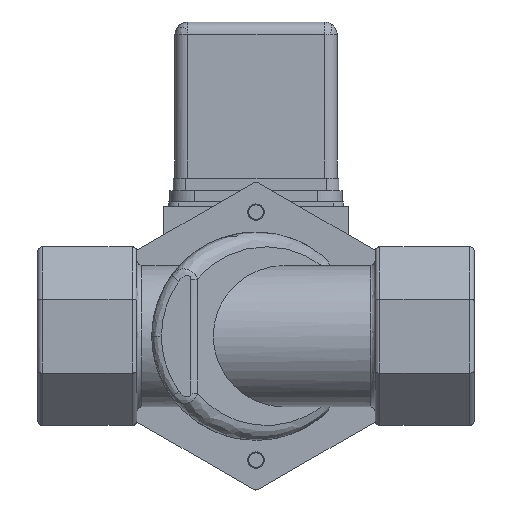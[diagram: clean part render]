
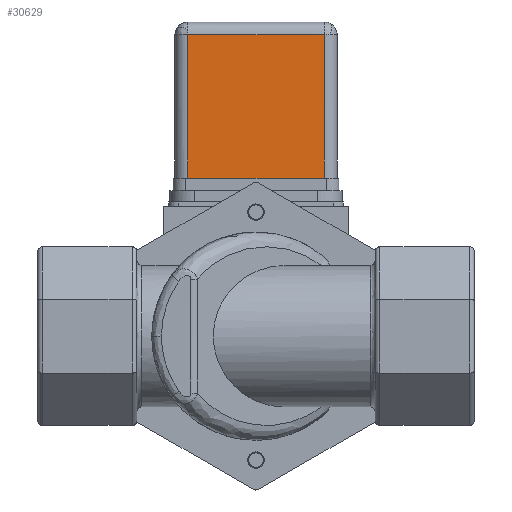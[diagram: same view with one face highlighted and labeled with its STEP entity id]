
A CAD part, front view. The second image highlights one B-rep face of the part: STEP entity #30629.
In plain terms, the highlighted planar face has unit normal (0, -1, 0).
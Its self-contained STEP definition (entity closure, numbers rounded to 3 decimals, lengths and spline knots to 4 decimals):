
#830 = EDGE_LOOP ( 'NONE', ( #71259, #10347, #34250, #92339 ) ) ;
#3238 = EDGE_CURVE ( 'NONE', #90780, #89909, #9629, .T. ) ;
#3301 = CARTESIAN_POINT ( 'NONE',  ( -0.431, 1.6471, 0.996 ) ) ;
#4149 = DIRECTION ( 'NONE',  ( 0., 0., -1. ) ) ;
#8507 = CARTESIAN_POINT ( 'NONE',  ( -0.431, 1.6471, 1.899 ) ) ;
#9149 = CARTESIAN_POINT ( 'NONE',  ( 0.431, 1.6471, 1.899 ) ) ;
#9629 = LINE ( 'NONE', #19148, #52628 ) ;
#10130 = DIRECTION ( 'NONE',  ( 1., 0., 0. ) ) ;
#10314 = CARTESIAN_POINT ( 'NONE',  ( 0.431, 1.6471, 0.996 ) ) ;
#10347 = ORIENTED_EDGE ( 'NONE', *, *, #30294, .T. ) ;
#19148 = CARTESIAN_POINT ( 'NONE',  ( 0., 1.6471, 0.996 ) ) ;
#21290 = CARTESIAN_POINT ( 'NONE',  ( -0.511, 1.6471, 1.899 ) ) ;
#22527 = EDGE_CURVE ( 'NONE', #89285, #89909, #81861, .T. ) ;
#27614 = DIRECTION ( 'NONE',  ( 0., -1., 0. ) ) ;
#30294 = EDGE_CURVE ( 'NONE', #89285, #68784, #42838, .T. ) ;
#30629 = ADVANCED_FACE ( 'NONE', ( #50690 ), #96864, .T. ) ;
#31015 = VECTOR ( 'NONE', #49997, 39.3701 ) ;
#34250 = ORIENTED_EDGE ( 'NONE', *, *, #87398, .T. ) ;
#35453 = VECTOR ( 'NONE', #96069, 39.3701 ) ;
#36127 = CARTESIAN_POINT ( 'NONE',  ( -0.511, 1.6471, 0.996 ) ) ;
#42838 = LINE ( 'NONE', #21290, #35453 ) ;
#48999 = LINE ( 'NONE', #97152, #31015 ) ;
#49997 = DIRECTION ( 'NONE',  ( 0., 0., -1. ) ) ;
#50690 = FACE_OUTER_BOUND ( 'NONE', #830, .T. ) ;
#52628 = VECTOR ( 'NONE', #10130, 39.3701 ) ;
#58230 = DIRECTION ( 'NONE',  ( 1., 0., 0. ) ) ;
#58415 = VECTOR ( 'NONE', #4149, 39.3701 ) ;
#68784 = VERTEX_POINT ( 'NONE', #8507 ) ;
#71259 = ORIENTED_EDGE ( 'NONE', *, *, #22527, .F. ) ;
#81861 = LINE ( 'NONE', #95951, #58415 ) ;
#87398 = EDGE_CURVE ( 'NONE', #68784, #90780, #48999, .T. ) ;
#89285 = VERTEX_POINT ( 'NONE', #9149 ) ;
#89909 = VERTEX_POINT ( 'NONE', #10314 ) ;
#90780 = VERTEX_POINT ( 'NONE', #3301 ) ;
#92339 = ORIENTED_EDGE ( 'NONE', *, *, #3238, .T. ) ;
#95951 = CARTESIAN_POINT ( 'NONE',  ( 0.431, 1.6471, 0.996 ) ) ;
#96069 = DIRECTION ( 'NONE',  ( -1., 0., 0. ) ) ;
#96356 = AXIS2_PLACEMENT_3D ( 'NONE', #36127, #27614, #58230 ) ;
#96864 = PLANE ( 'NONE',  #96356 ) ;
#97152 = CARTESIAN_POINT ( 'NONE',  ( -0.431, 1.6471, 0.996 ) ) ;
